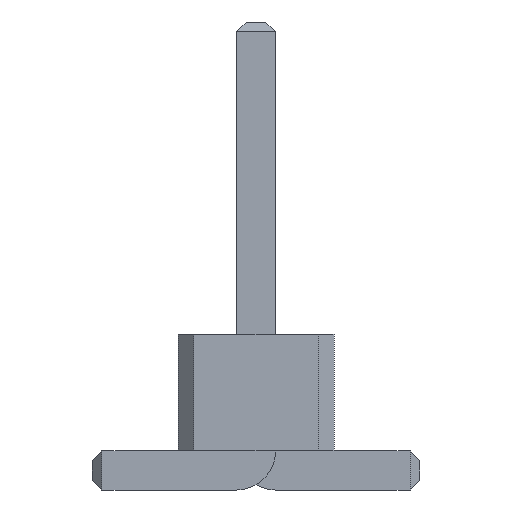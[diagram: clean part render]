
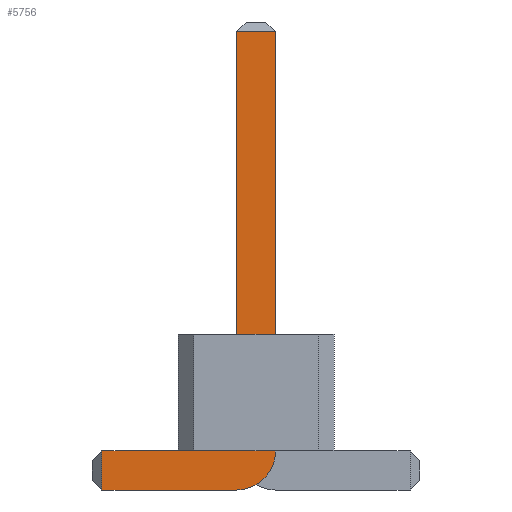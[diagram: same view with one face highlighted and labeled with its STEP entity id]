
A CAD part, front view. The second image highlights one B-rep face of the part: STEP entity #5756.
In plain terms, the highlighted planar face has unit normal (0, -1, 0).
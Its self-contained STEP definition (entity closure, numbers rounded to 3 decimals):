
#13=DIRECTION('',(0.,0.,1.));
#27=VECTOR('',#13,1.);
#56=DIRECTION('',(0.,-1.,0.));
#67=DIRECTION('',(1.,0.,0.));
#1238=VECTOR('',#67,1.);
#1291=DIRECTION('',(-1.,0.,0.));
#2459=VECTOR('',#1291,1.);
#2639=DIRECTION('',(0.,0.,-1.));
#2656=VECTOR('',#2639,1.);
#5611=DIRECTION('',(0.,-1.,0.));
#5612=DIRECTION('',(-1.,0.,0.));
#5619=VERTEX_POINT('',#5620);
#5620=CARTESIAN_POINT('',(-1.975,-20.25,0.));
#5622=ORIENTED_EDGE('',*,*,#5623,.T.);
#5623=EDGE_CURVE('',#5619,#5624,#5626,.T.);
#5624=VERTEX_POINT('',#5625);
#5625=CARTESIAN_POINT('',(-0.25,-20.25,0.));
#5626=LINE('',#5627,#1238);
#5627=CARTESIAN_POINT('',(-2.1,-20.25,0.));
#5659=VERTEX_POINT('',#5660);
#5660=CARTESIAN_POINT('',(0.25,-20.25,0.5));
#5663=EDGE_CURVE('',#5624,#5659,#5664,.T.);
#5664=CIRCLE('',#5665,0.5);
#5665=AXIS2_PLACEMENT_3D('',#5666,#56,#2639);
#5666=CARTESIAN_POINT('',(-0.25,-20.25,0.5));
#5674=VERTEX_POINT('',#5666);
#5676=ORIENTED_EDGE('',*,*,#5677,.T.);
#5677=EDGE_CURVE('',#5674,#5678,#5680,.T.);
#5678=VERTEX_POINT('',#5679);
#5679=CARTESIAN_POINT('',(-1.975,-20.25,0.5));
#5680=LINE('',#5666,#2459);
#5690=ORIENTED_EDGE('',*,*,#5691,.T.);
#5691=EDGE_CURVE('',#5659,#5692,#5694,.T.);
#5692=VERTEX_POINT('',#5693);
#5693=CARTESIAN_POINT('',(0.25,-20.25,5.875));
#5694=LINE('',#5695,#27);
#5695=CARTESIAN_POINT('',(0.25,-20.25,0.));
#5707=VERTEX_POINT('',#5708);
#5708=CARTESIAN_POINT('',(-0.25,-20.25,5.875));
#5710=ORIENTED_EDGE('',*,*,#5711,.T.);
#5711=EDGE_CURVE('',#5707,#5674,#5712,.T.);
#5712=LINE('',#5713,#2656);
#5713=CARTESIAN_POINT('',(-0.25,-20.25,6.));
#5756=ADVANCED_FACE('',(#5757),#5766,.T.);
#5757=FACE_BOUND('',#5758,.T.);
#5758=EDGE_LOOP('',(#5622,#5759,#5690,#5760,#5710,#5676,#5763));
#5759=ORIENTED_EDGE('',*,*,#5663,.T.);
#5760=ORIENTED_EDGE('',*,*,#5761,.T.);
#5761=EDGE_CURVE('',#5692,#5707,#5762,.T.);
#5762=LINE('',#5693,#2459);
#5763=ORIENTED_EDGE('',*,*,#5764,.T.);
#5764=EDGE_CURVE('',#5678,#5619,#5765,.T.);
#5765=LINE('',#5679,#2656);
#5766=PLANE('',#5767);
#5767=AXIS2_PLACEMENT_3D('',#5768,#5611,#5612);
#5768=CARTESIAN_POINT('',(-0.316,-20.25,2.391));
